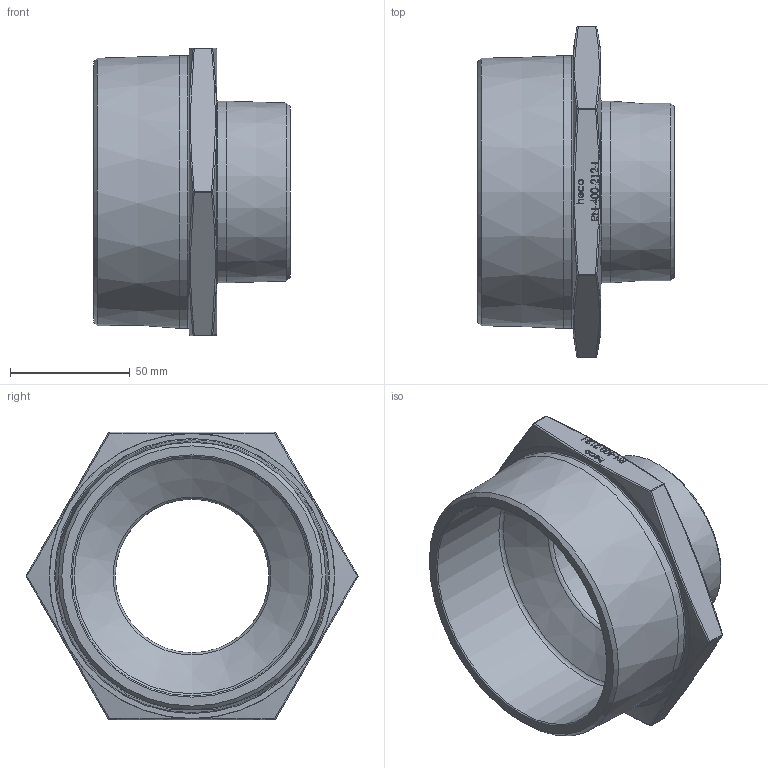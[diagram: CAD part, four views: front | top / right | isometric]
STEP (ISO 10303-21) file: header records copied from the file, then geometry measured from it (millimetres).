
FILE_DESCRIPTION (( 'STEP AP214' ), '1' );
FILE_NAME ('RN-400-212-I 2309.STEP', '2023-09-19T11:11:38', ( '' ), ( '' ), 'SwSTEP 2.0', 'SolidWorks 2019', '' );
FILE_SCHEMA (( 'AUTOMOTIVE_DESIGN' ));
Length unit declared in the file: millimetre
Products named in the file (1): RN-400-212-I  2309
Bounding box: 82 x 138.41 x 120.01 mm (x, y, z)
Volume: 210217.9 mm3; surface area: 61892.1 mm2
Topology: 1 solids, 1 shells, 232 faces, 584 edges, 374 vertices
Faces by surface type: plane 113, bspline 82, sphere 12, cylinder 10, torus 8, cone 7
Full cylindrical faces by diameter (mm): 64 x1, 75.759 x1, 100 x1, 113.68 x1
Entity records: 13088 total; most frequent: CARTESIAN_POINT 6382, ORIENTED_EDGE 1094, DIRECTION 743, EDGE_CURVE 547, VERTEX_POINT 360, VECTOR 325, LINE 325, EDGE_LOOP 277
